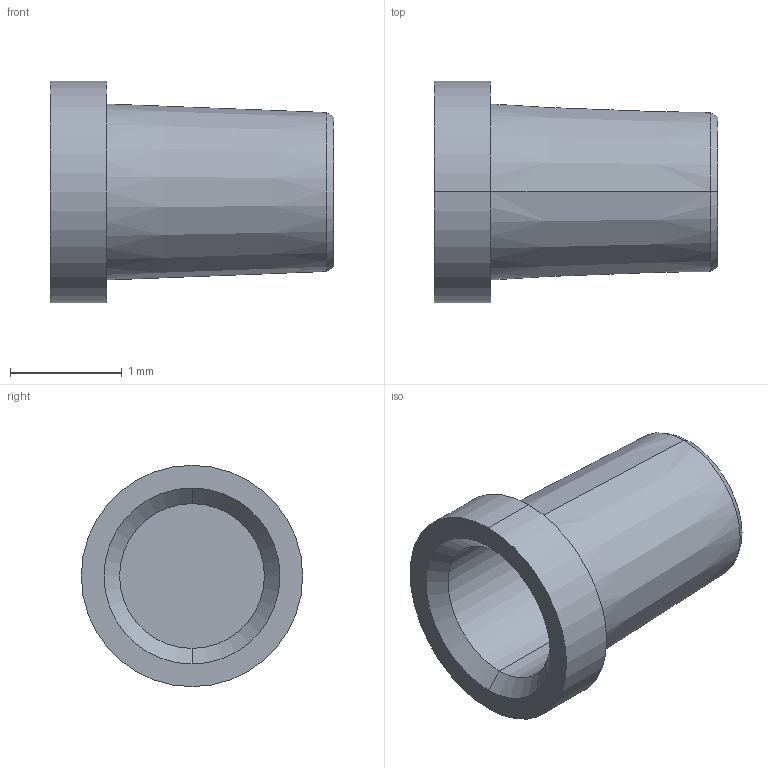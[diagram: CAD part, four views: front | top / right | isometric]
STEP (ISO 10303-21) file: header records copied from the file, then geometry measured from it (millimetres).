
FILE_DESCRIPTION (( 'STEP AP214' ), '1' );
FILE_NAME ('mill-max-4280-0-43-01-30-XX-10-0.step', '2021-03-09T11:32:51', ( '' ), ( '' ), 'SwSTEP 2.0', 'SolidWorks 2020', '' );
FILE_SCHEMA (( 'AUTOMOTIVE_DESIGN' ));
Length unit declared in the file: inch
Products named in the file (3): mill-max-4280-0-43-01-30-XX-10-0; mill-max-4280-0-43-01-30-XX-10-0_4280_4280-0-00-01-00-00-09-0; mill-max-4280-0-43-01-30-XX-10-0_fibreplug
Assembly tree (2 placements, depth 2):
  mill-max-4280-0-43-01-30-XX-10-0
    mill-max-4280-0-43-01-30-XX-10-0_4280_4280-0-00-01-00-00-09-0
    mill-max-4280-0-43-01-30-XX-10-0_fibreplug
Bounding box: 2.54 x 1.98 x 1.98 mm (x, y, z)
Volume: 2 mm3; surface area: 29.4 mm2
Topology: 2 solids, 2 shells, 17 faces, 32 edges, 20 vertices
Faces by surface type: cone 6, cylinder 6, plane 5
Entity records: 344 total; most frequent: ORIENTED_EDGE 64, CARTESIAN_POINT 34, EDGE_CURVE 32, EDGE_LOOP 20, VERTEX_POINT 20, ADVANCED_FACE 17, FACE_OUTER_BOUND 17, AXIS2_PLACEMENT_3D 13
